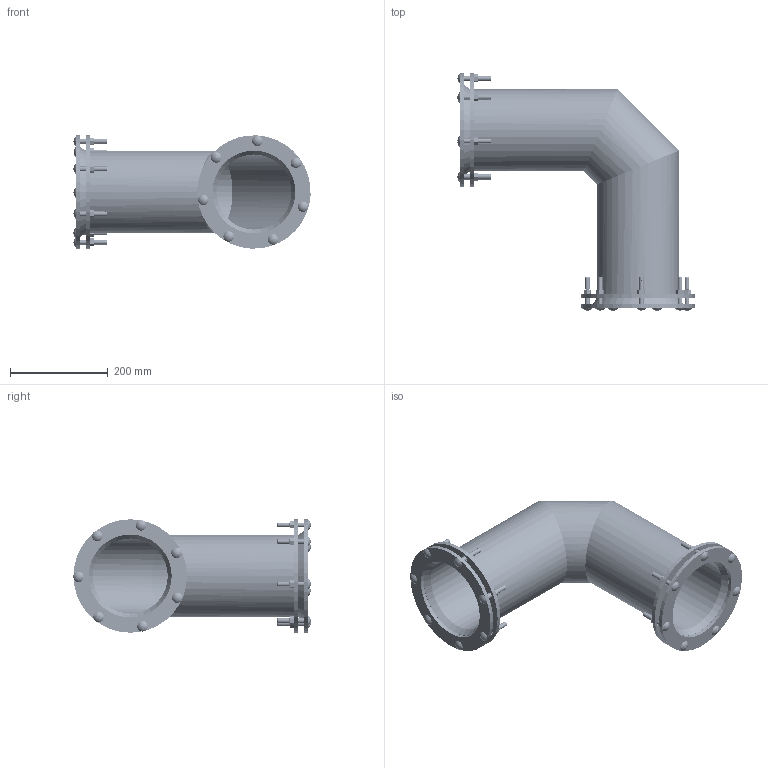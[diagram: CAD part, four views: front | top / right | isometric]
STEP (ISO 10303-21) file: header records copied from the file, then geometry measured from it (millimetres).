
FILE_DESCRIPTION (( 'STEP AP214' ), '1' );
FILE_NAME ('1055-06I.STEP', '2021-02-12T20:37:21', ( '' ), ( '' ), 'SwSTEP 2.0', 'SolidWorks 2021', '' );
FILE_SCHEMA (( 'AUTOMOTIVE_DESIGN' ));
Length unit declared in the file: inch
Products named in the file (6): 36306; Coupler Rings_1031-IL0600; 21867; 1055-06I; 1055_1055-06I; Coupler Rings_1033-IW0600
Assembly tree (33 placements, depth 2):
  1055-06I
    1055_1055-06I
    Coupler Rings_1031-IL0600  x2
    Coupler Rings_1033-IW0600  x2
    21867  x14
    36306  x14
Bounding box: 484.49 x 485.31 x 231.77 mm (x, y, z)
Volume: 2899714.9 mm3; surface area: 991576.3 mm2
Topology: 49 solids, 49 shells, 2150 faces, 5354 edges, 3330 vertices
Faces by surface type: cylinder 1120, cone 456, plane 420, sphere 112, bspline 42
Entity records: 15396 total; most frequent: CARTESIAN_POINT 9551, ORIENTED_EDGE 1198, DIRECTION 1052, EDGE_CURVE 599, VERTEX_POINT 381, AXIS2_PLACEMENT_3D 368, VECTOR 316, LINE 316
